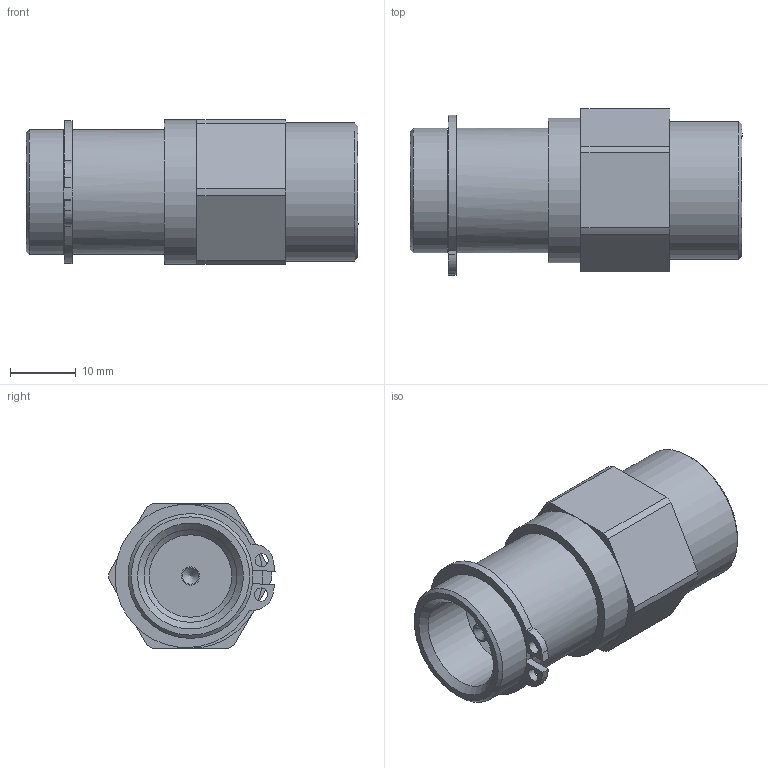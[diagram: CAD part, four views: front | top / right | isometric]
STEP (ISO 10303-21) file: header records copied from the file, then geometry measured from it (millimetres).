
FILE_DESCRIPTION(/* description */ (''),/* implementation_level */ '2;1');
FILE_NAME(/* name */ 'MKMF 38 IAB.stp',/* time_stamp */ '2023-04-25T10:10:52+02:00',/* author */ ('meier'),/* organization */ (''),/* preprocessor_version */ 'ST-DEVELOPER v18.1',/* originating_system */ 'Autodesk Inventor 2022',/* authorisation */ '0 mm^3');
FILE_SCHEMA (('AUTOMOTIVE_DESIGN { 1 0 10303 214 3 1 1 }'));
Length unit declared in the file: millimetre
Products named in the file (1): LUE_00035623
Bounding box: 50.5 x 25.26 x 22 mm (x, y, z)
Volume: 13794.1 mm3; surface area: 5442.8 mm2
Topology: 1 solids, 1 shells, 59 faces, 137 edges, 87 vertices
Faces by surface type: plane 30, cylinder 22, cone 7
Full cylindrical faces by diameter (mm): 2 x2, 2.8 x1, 9 x1, 12.55 x1, 14.1 x1, 14.95 x1, 17 x1, 18 x1, 19 x2, 21 x1, 22 x1
Entity records: 1801 total; most frequent: DIRECTION 318, CARTESIAN_POINT 283, ORIENTED_EDGE 272, EDGE_CURVE 136, AXIS2_PLACEMENT_3D 122, VERTEX_POINT 87, LINE 74, VECTOR 74
